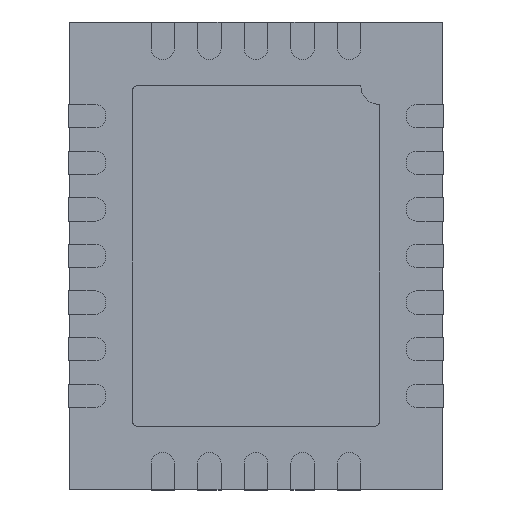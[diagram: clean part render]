
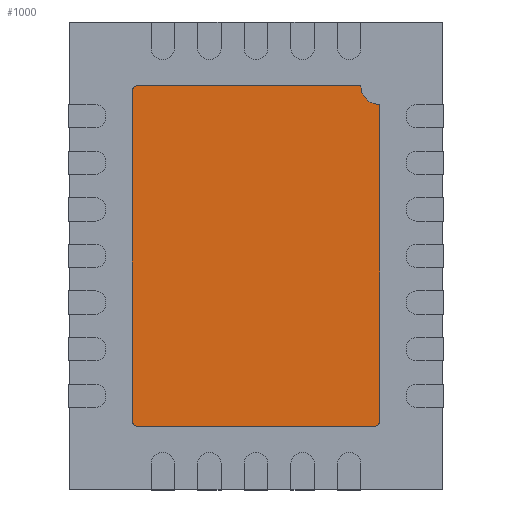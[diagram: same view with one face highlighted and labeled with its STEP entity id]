
A CAD part, top view. The second image highlights one B-rep face of the part: STEP entity #1000.
In plain terms, the highlighted planar face has unit normal (0, 0, 1).
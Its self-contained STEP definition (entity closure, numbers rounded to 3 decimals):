
#11 = VERTEX_POINT ( 'NONE', #447 ) ;
#57 = DIRECTION ( 'NONE',  ( 0., 0., 1. ) ) ;
#75 = ORIENTED_EDGE ( 'NONE', *, *, #287, .T. ) ;
#103 = ORIENTED_EDGE ( 'NONE', *, *, #1093, .T. ) ;
#145 = PLANE ( 'NONE',  #530 ) ;
#153 = VECTOR ( 'NONE', #1134, 1000. ) ;
#167 = VERTEX_POINT ( 'NONE', #1279 ) ;
#181 = CARTESIAN_POINT ( 'NONE',  ( -1.325, 1.775, 0. ) ) ;
#226 = LINE ( 'NONE', #620, #153 ) ;
#247 = EDGE_LOOP ( 'NONE', ( #623, #494, #336, #828, #1206, #75, #103, #783 ) ) ;
#253 = CARTESIAN_POINT ( 'NONE',  ( 1.325, -1.775, 0. ) ) ;
#259 = DIRECTION ( 'NONE',  ( 0., 1., 0. ) ) ;
#279 = CARTESIAN_POINT ( 'NONE',  ( 1.275, -1.825, 0. ) ) ;
#287 = EDGE_CURVE ( 'NONE', #555, #673, #782, .T. ) ;
#292 = CARTESIAN_POINT ( 'NONE',  ( 1.275, -1.825, 0. ) ) ;
#296 = DIRECTION ( 'NONE',  ( 0., 0., 1. ) ) ;
#298 = CARTESIAN_POINT ( 'NONE',  ( 1.325, 1.825, 0. ) ) ;
#336 = ORIENTED_EDGE ( 'NONE', *, *, #698, .T. ) ;
#344 = DIRECTION ( 'NONE',  ( 1., 0., 0. ) ) ;
#358 = VERTEX_POINT ( 'NONE', #723 ) ;
#362 = DIRECTION ( 'NONE',  ( 0., 0., 1. ) ) ;
#385 = EDGE_CURVE ( 'NONE', #1104, #555, #854, .T. ) ;
#395 = CIRCLE ( 'NONE', #1301, 0.05 ) ;
#402 = DIRECTION ( 'NONE',  ( 1., 0., 0. ) ) ;
#439 = AXIS2_PLACEMENT_3D ( 'NONE', #298, #1220, #711 ) ;
#447 = CARTESIAN_POINT ( 'NONE',  ( 1.125, 1.825, 0. ) ) ;
#461 = FACE_OUTER_BOUND ( 'NONE', #247, .T. ) ;
#462 = AXIS2_PLACEMENT_3D ( 'NONE', #968, #362, #674 ) ;
#470 = CARTESIAN_POINT ( 'NONE',  ( -1.275, 1.775, 0. ) ) ;
#494 = ORIENTED_EDGE ( 'NONE', *, *, #837, .T. ) ;
#495 = LINE ( 'NONE', #292, #1216 ) ;
#530 = AXIS2_PLACEMENT_3D ( 'NONE', #470, #565, #344 ) ;
#555 = VERTEX_POINT ( 'NONE', #566 ) ;
#565 = DIRECTION ( 'NONE',  ( 0., 0., 1. ) ) ;
#566 = CARTESIAN_POINT ( 'NONE',  ( 1.325, -1.775, 0. ) ) ;
#606 = DIRECTION ( 'NONE',  ( 1., 0., 0. ) ) ;
#610 = VECTOR ( 'NONE', #259, 1000. ) ;
#620 = CARTESIAN_POINT ( 'NONE',  ( -1.325, -1.775, 0. ) ) ;
#623 = ORIENTED_EDGE ( 'NONE', *, *, #940, .T. ) ;
#652 = CARTESIAN_POINT ( 'NONE',  ( 1.325, 1.625, 0. ) ) ;
#673 = VERTEX_POINT ( 'NONE', #652 ) ;
#674 = DIRECTION ( 'NONE',  ( 1., 0., 0. ) ) ;
#698 = EDGE_CURVE ( 'NONE', #1291, #358, #395, .T. ) ;
#711 = DIRECTION ( 'NONE',  ( 1., 0., 0. ) ) ;
#723 = CARTESIAN_POINT ( 'NONE',  ( -1.275, -1.825, 0. ) ) ;
#736 = VERTEX_POINT ( 'NONE', #181 ) ;
#746 = VECTOR ( 'NONE', #1160, 1000. ) ;
#748 = LINE ( 'NONE', #948, #746 ) ;
#770 = CARTESIAN_POINT ( 'NONE',  ( -1.325, -1.775, 0. ) ) ;
#774 = CARTESIAN_POINT ( 'NONE',  ( -1.275, -1.775, 0. ) ) ;
#782 = LINE ( 'NONE', #253, #610 ) ;
#783 = ORIENTED_EDGE ( 'NONE', *, *, #1169, .T. ) ;
#828 = ORIENTED_EDGE ( 'NONE', *, *, #1063, .T. ) ;
#837 = EDGE_CURVE ( 'NONE', #736, #1291, #226, .T. ) ;
#854 = CIRCLE ( 'NONE', #1300, 0.05 ) ;
#888 = DIRECTION ( 'NONE',  ( 1., 0., 0. ) ) ;
#940 = EDGE_CURVE ( 'NONE', #167, #736, #1200, .T. ) ;
#948 = CARTESIAN_POINT ( 'NONE',  ( 1.125, 1.825, 0. ) ) ;
#968 = CARTESIAN_POINT ( 'NONE',  ( -1.275, 1.775, 0. ) ) ;
#982 = CIRCLE ( 'NONE', #439, 0.2 ) ;
#1000 = ADVANCED_FACE ( 'NONE', ( #461 ), #145, .T. ) ;
#1020 = CARTESIAN_POINT ( 'NONE',  ( 1.275, -1.775, 0. ) ) ;
#1063 = EDGE_CURVE ( 'NONE', #358, #1104, #495, .T. ) ;
#1093 = EDGE_CURVE ( 'NONE', #673, #11, #982, .T. ) ;
#1104 = VERTEX_POINT ( 'NONE', #279 ) ;
#1134 = DIRECTION ( 'NONE',  ( 0., -1., 0. ) ) ;
#1160 = DIRECTION ( 'NONE',  ( -1., 0., 0. ) ) ;
#1169 = EDGE_CURVE ( 'NONE', #11, #167, #748, .T. ) ;
#1200 = CIRCLE ( 'NONE', #462, 0.05 ) ;
#1206 = ORIENTED_EDGE ( 'NONE', *, *, #385, .T. ) ;
#1216 = VECTOR ( 'NONE', #402, 1000. ) ;
#1220 = DIRECTION ( 'NONE',  ( 0., 0., -1. ) ) ;
#1279 = CARTESIAN_POINT ( 'NONE',  ( -1.275, 1.825, 0. ) ) ;
#1291 = VERTEX_POINT ( 'NONE', #770 ) ;
#1300 = AXIS2_PLACEMENT_3D ( 'NONE', #1020, #296, #606 ) ;
#1301 = AXIS2_PLACEMENT_3D ( 'NONE', #774, #57, #888 ) ;
